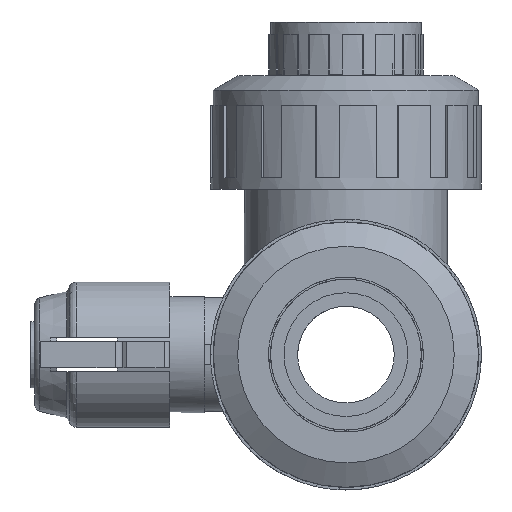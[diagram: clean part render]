
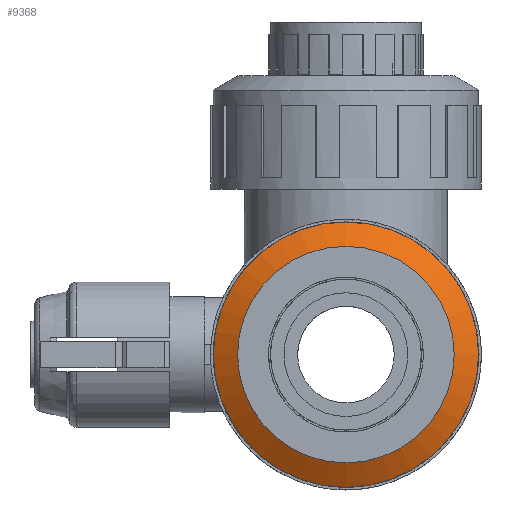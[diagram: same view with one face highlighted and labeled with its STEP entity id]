
A CAD part, left-side view. The second image highlights one B-rep face of the part: STEP entity #9368.
In plain terms, the highlighted conical face has half-angle 60 degrees and reference radius 31.5 mm.
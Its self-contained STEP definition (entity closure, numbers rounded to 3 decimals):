
#25=CONICAL_SURFACE('',#10100,31.5,1.047);
#295=CIRCLE('',#10101,34.3);
#296=CIRCLE('',#10102,28.);
#1042=FACE_OUTER_BOUND('',#1553,.T.);
#1553=EDGE_LOOP('',(#6965,#6966,#6967,#6968));
#2288=LINE('',#15471,#3201);
#3201=VECTOR('',#11571,31.5);
#4379=VERTEX_POINT('',#15468);
#4380=VERTEX_POINT('',#15470);
#5392=EDGE_CURVE('',#4379,#4379,#295,.T.);
#5393=EDGE_CURVE('',#4379,#4380,#2288,.T.);
#5394=EDGE_CURVE('',#4380,#4380,#296,.T.);
#6965=ORIENTED_EDGE('',*,*,#5392,.T.);
#6966=ORIENTED_EDGE('',*,*,#5393,.T.);
#6967=ORIENTED_EDGE('',*,*,#5394,.F.);
#6968=ORIENTED_EDGE('',*,*,#5393,.F.);
#9368=ADVANCED_FACE('',(#1042),#25,.T.);
#10100=AXIS2_PLACEMENT_3D('',#15467,#11567,#11568);
#10101=AXIS2_PLACEMENT_3D('',#15469,#11569,#11570);
#10102=AXIS2_PLACEMENT_3D('',#15472,#11572,#11573);
#11567=DIRECTION('center_axis',(1.,0.,0.));
#11568=DIRECTION('ref_axis',(0.,1.,0.));
#11569=DIRECTION('center_axis',(-1.,0.,0.));
#11570=DIRECTION('ref_axis',(0.,1.,0.));
#11571=DIRECTION('',(-0.5,0.866,0.));
#11572=DIRECTION('center_axis',(-1.,0.,0.));
#11573=DIRECTION('ref_axis',(0.,1.,0.));
#15467=CARTESIAN_POINT('Origin',(-70.031,0.,0.));
#15468=CARTESIAN_POINT('',(-68.414,-34.3,0.));
#15469=CARTESIAN_POINT('Origin',(-68.414,0.,0.));
#15470=CARTESIAN_POINT('',(-72.052,-28.,0.));
#15471=CARTESIAN_POINT('',(-70.031,-31.5,0.));
#15472=CARTESIAN_POINT('Origin',(-72.052,0.,0.));
